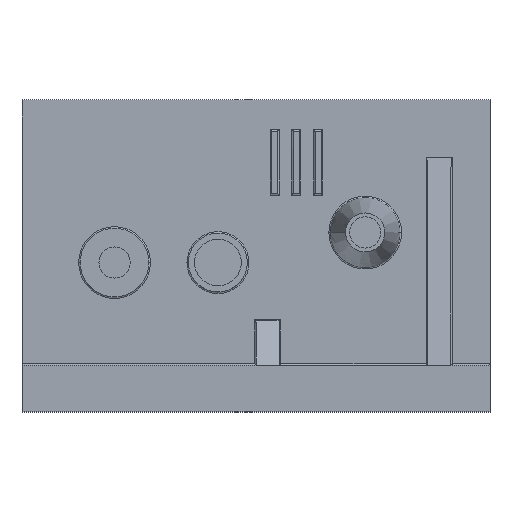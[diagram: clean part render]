
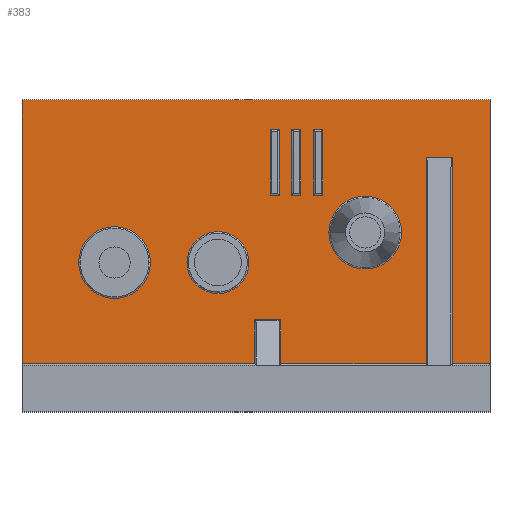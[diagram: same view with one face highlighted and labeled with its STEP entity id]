
A CAD part, top view. The second image highlights one B-rep face of the part: STEP entity #383.
In plain terms, the highlighted planar face has unit normal (0, 0, 1).
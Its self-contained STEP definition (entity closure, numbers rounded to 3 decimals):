
#15=EDGE_CURVE('NONE',#16,#18,#20,.F.);
#16=VERTEX_POINT('NONE',#17);
#17=CARTESIAN_POINT('',(-113.669,-4.254,30.0));
#18=VERTEX_POINT('NONE',#19);
#19=CARTESIAN_POINT('',(-67.669,-4.254,30.0));
#20=CIRCLE('',#21,23.);
#21=AXIS2_PLACEMENT_3D('',#22,#23,#24);
#22=CARTESIAN_POINT('',(-90.669,-4.254,30.0));
#23=DIRECTION('',(0.0,0.0,-1.0));
#24=DIRECTION('',(-1.0,0.0,0.0));
#59=EDGE_CURVE('NONE',#60,#62,#64,.F.);
#60=VERTEX_POINT('NONE',#61);
#61=CARTESIAN_POINT('',(-44.247,-4.254,30.0));
#62=VERTEX_POINT('NONE',#63);
#63=CARTESIAN_POINT('',(-4.547,-4.254,30.0));
#64=CIRCLE('',#65,19.85);
#65=AXIS2_PLACEMENT_3D('',#66,#67,#68);
#66=CARTESIAN_POINT('',(-24.397,-4.254,30.0));
#67=DIRECTION('',(0.0,0.0,-1.0));
#68=DIRECTION('',(-1.0,0.0,0.0));
#103=EDGE_CURVE('NONE',#104,#106,#108,.F.);
#104=VERTEX_POINT('NONE',#105);
#105=CARTESIAN_POINT('',(46.68,15.,30.0));
#106=VERTEX_POINT('NONE',#107);
#107=CARTESIAN_POINT('',(93.32,15.,30.0));
#108=CIRCLE('',#109,23.32);
#109=AXIS2_PLACEMENT_3D('',#110,#111,#112);
#110=CARTESIAN_POINT('',(70.0,15.,30.0));
#111=DIRECTION('',(0.0,0.0,-1.0));
#112=DIRECTION('',(-1.0,0.0,0.0));
#383=ADVANCED_FACE('NONE',(#384,#418,#452,#486,#496,#506,#516),#614,.F.);
#384=FACE_BOUND('NONE',#385,.T.);
#385=EDGE_LOOP('',(#386,#396,#404,#412));
#386=ORIENTED_EDGE('',*,*,#387,.T.);
#387=EDGE_CURVE('NONE',#388,#390,#392,.T.);
#388=VERTEX_POINT('NONE',#389);
#389=CARTESIAN_POINT('',(42.737,39.0,30.0));
#390=VERTEX_POINT('NONE',#391);
#391=CARTESIAN_POINT('',(36.825,39.0,30.0));
#392=LINE('',#393,#394);
#393=CARTESIAN_POINT('',(37.825,39.0,30.0));
#394=VECTOR('',#395,1.0);
#395=DIRECTION('',(-1.0,0.0,0.0));
#396=ORIENTED_EDGE('',*,*,#397,.T.);
#397=EDGE_CURVE('NONE',#390,#398,#400,.T.);
#398=VERTEX_POINT('NONE',#399);
#399=CARTESIAN_POINT('',(36.825,81.0,30.0));
#400=LINE('',#401,#402);
#401=CARTESIAN_POINT('',(36.825,80.0,30.0));
#402=VECTOR('',#403,1.0);
#403=DIRECTION('',(0.,1.0,0.0));
#404=ORIENTED_EDGE('',*,*,#405,.T.);
#405=EDGE_CURVE('NONE',#398,#406,#408,.T.);
#406=VERTEX_POINT('NONE',#407);
#407=CARTESIAN_POINT('',(42.737,81.0,30.0));
#408=LINE('',#409,#410);
#409=CARTESIAN_POINT('',(41.737,81.0,30.0));
#410=VECTOR('',#411,1.0);
#411=DIRECTION('',(1.0,0.0,0.0));
#412=ORIENTED_EDGE('',*,*,#413,.T.);
#413=EDGE_CURVE('NONE',#406,#388,#414,.T.);
#414=LINE('',#415,#416);
#415=CARTESIAN_POINT('',(42.737,40.0,30.0));
#416=VECTOR('',#417,1.0);
#417=DIRECTION('',(0.0,-1.0,0.0));
#418=FACE_BOUND('NONE',#419,.T.);
#419=EDGE_LOOP('',(#420,#430,#438,#446));
#420=ORIENTED_EDGE('',*,*,#421,.T.);
#421=EDGE_CURVE('NONE',#422,#424,#426,.T.);
#422=VERTEX_POINT('NONE',#423);
#423=CARTESIAN_POINT('',(28.825,39.0,30.0));
#424=VERTEX_POINT('NONE',#425);
#425=CARTESIAN_POINT('',(22.912,39.0,30.0));
#426=LINE('',#427,#428);
#427=CARTESIAN_POINT('',(23.912,39.0,30.0));
#428=VECTOR('',#429,1.0);
#429=DIRECTION('',(-1.0,0.0,0.0));
#430=ORIENTED_EDGE('',*,*,#431,.T.);
#431=EDGE_CURVE('NONE',#424,#432,#434,.T.);
#432=VERTEX_POINT('NONE',#433);
#433=CARTESIAN_POINT('',(22.912,81.0,30.0));
#434=LINE('',#435,#436);
#435=CARTESIAN_POINT('',(22.912,80.0,30.0));
#436=VECTOR('',#437,1.0);
#437=DIRECTION('',(0.,1.0,0.0));
#438=ORIENTED_EDGE('',*,*,#439,.T.);
#439=EDGE_CURVE('NONE',#432,#440,#442,.T.);
#440=VERTEX_POINT('NONE',#441);
#441=CARTESIAN_POINT('',(28.825,81.0,30.0));
#442=LINE('',#443,#444);
#443=CARTESIAN_POINT('',(27.825,81.0,30.0));
#444=VECTOR('',#445,1.0);
#445=DIRECTION('',(1.0,0.0,0.0));
#446=ORIENTED_EDGE('',*,*,#447,.T.);
#447=EDGE_CURVE('NONE',#440,#422,#448,.T.);
#448=LINE('',#449,#450);
#449=CARTESIAN_POINT('',(28.825,40.0,30.0));
#450=VECTOR('',#451,1.0);
#451=DIRECTION('',(0.0,-1.0,0.0));
#452=FACE_BOUND('NONE',#453,.T.);
#453=EDGE_LOOP('',(#454,#464,#472,#480));
#454=ORIENTED_EDGE('',*,*,#455,.T.);
#455=EDGE_CURVE('NONE',#456,#458,#460,.T.);
#456=VERTEX_POINT('NONE',#457);
#457=CARTESIAN_POINT('',(9.,39.0,30.0));
#458=VERTEX_POINT('NONE',#459);
#459=CARTESIAN_POINT('',(9.,81.0,30.0));
#460=LINE('',#461,#462);
#461=CARTESIAN_POINT('',(9.,80.0,30.0));
#462=VECTOR('',#463,1.0);
#463=DIRECTION('',(0.,1.0,0.0));
#464=ORIENTED_EDGE('',*,*,#465,.T.);
#465=EDGE_CURVE('NONE',#458,#466,#468,.T.);
#466=VERTEX_POINT('NONE',#467);
#467=CARTESIAN_POINT('',(14.912,81.0,30.0));
#468=LINE('',#469,#470);
#469=CARTESIAN_POINT('',(13.912,81.0,30.0));
#470=VECTOR('',#471,1.0);
#471=DIRECTION('',(1.0,0.0,0.0));
#472=ORIENTED_EDGE('',*,*,#473,.T.);
#473=EDGE_CURVE('NONE',#466,#474,#476,.T.);
#474=VERTEX_POINT('NONE',#475);
#475=CARTESIAN_POINT('',(14.912,39.0,30.0));
#476=LINE('',#477,#478);
#477=CARTESIAN_POINT('',(14.912,40.0,30.0));
#478=VECTOR('',#479,1.0);
#479=DIRECTION('',(0.0,-1.0,0.0));
#480=ORIENTED_EDGE('',*,*,#481,.T.);
#481=EDGE_CURVE('NONE',#474,#456,#482,.T.);
#482=LINE('',#483,#484);
#483=CARTESIAN_POINT('',(10.,39.0,30.0));
#484=VECTOR('',#485,1.0);
#485=DIRECTION('',(-1.0,0.0,0.0));
#486=FACE_BOUND('NONE',#487,.T.);
#487=EDGE_LOOP('',(#488,#495));
#488=ORIENTED_EDGE('',*,*,#489,.T.);
#489=EDGE_CURVE('NONE',#104,#106,#490,.T.);
#490=CIRCLE('',#491,23.32);
#491=AXIS2_PLACEMENT_3D('',#492,#493,#494);
#492=CARTESIAN_POINT('',(70.0,15.,30.0));
#493=DIRECTION('',(0.0,0.0,-1.0));
#494=DIRECTION('',(-1.0,0.0,0.0));
#495=ORIENTED_EDGE('',*,*,#103,.F.);
#496=FACE_BOUND('NONE',#497,.T.);
#497=EDGE_LOOP('',(#498,#505));
#498=ORIENTED_EDGE('',*,*,#499,.T.);
#499=EDGE_CURVE('NONE',#60,#62,#500,.T.);
#500=CIRCLE('',#501,19.85);
#501=AXIS2_PLACEMENT_3D('',#502,#503,#504);
#502=CARTESIAN_POINT('',(-24.397,-4.254,30.0));
#503=DIRECTION('',(0.0,0.0,-1.0));
#504=DIRECTION('',(-1.0,0.0,0.0));
#505=ORIENTED_EDGE('',*,*,#59,.F.);
#506=FACE_BOUND('NONE',#507,.T.);
#507=EDGE_LOOP('',(#508,#515));
#508=ORIENTED_EDGE('',*,*,#509,.T.);
#509=EDGE_CURVE('NONE',#16,#18,#510,.T.);
#510=CIRCLE('',#511,23.);
#511=AXIS2_PLACEMENT_3D('',#512,#513,#514);
#512=CARTESIAN_POINT('',(-90.669,-4.254,30.0));
#513=DIRECTION('',(0.0,0.0,-1.0));
#514=DIRECTION('',(-1.0,0.0,0.0));
#515=ORIENTED_EDGE('',*,*,#15,.F.);
#516=FACE_BOUND('NONE',#517,.T.);
#517=EDGE_LOOP('',(#518,#528,#536,#544,#552,#560,#568,#576,#584,#592,#600,#608));
#518=ORIENTED_EDGE('',*,*,#519,.T.);
#519=EDGE_CURVE('NONE',#520,#522,#524,.T.);
#520=VERTEX_POINT('NONE',#521);
#521=CARTESIAN_POINT('',(-150.0,100.0,30.0));
#522=VERTEX_POINT('NONE',#523);
#523=CARTESIAN_POINT('',(-150.0,-69.0,30.0));
#524=LINE('',#525,#526);
#525=CARTESIAN_POINT('',(-150.0,-100.0,30.0));
#526=VECTOR('',#527,1.0);
#527=DIRECTION('',(0.0,-1.0,0.0));
#528=ORIENTED_EDGE('',*,*,#529,.T.);
#529=EDGE_CURVE('NONE',#522,#530,#532,.T.);
#530=VERTEX_POINT('NONE',#531);
#531=CARTESIAN_POINT('',(-1.0,-69.0,30.0));
#532=LINE('',#533,#534);
#533=CARTESIAN_POINT('',(0.0,-69.0,30.0));
#534=VECTOR('',#535,1.0);
#535=DIRECTION('',(1.0,0.0,0.0));
#536=ORIENTED_EDGE('',*,*,#537,.T.);
#537=EDGE_CURVE('NONE',#530,#538,#540,.T.);
#538=VERTEX_POINT('NONE',#539);
#539=CARTESIAN_POINT('',(-1.0,-40.93,30.0));
#540=LINE('',#541,#542);
#541=CARTESIAN_POINT('',(-1.0,-41.243,30.0));
#542=VECTOR('',#543,1.0);
#543=DIRECTION('',(0.0,1.0,0.0));
#544=ORIENTED_EDGE('',*,*,#545,.T.);
#545=EDGE_CURVE('NONE',#538,#546,#548,.T.);
#546=VERTEX_POINT('NONE',#547);
#547=CARTESIAN_POINT('',(16.0,-40.93,30.0));
#548=LINE('',#549,#550);
#549=CARTESIAN_POINT('',(15.0,-40.93,30.0));
#550=VECTOR('',#551,1.0);
#551=DIRECTION('',(1.0,0.0,0.0));
#552=ORIENTED_EDGE('',*,*,#553,.T.);
#553=EDGE_CURVE('NONE',#546,#554,#556,.T.);
#554=VERTEX_POINT('NONE',#555);
#555=CARTESIAN_POINT('',(16.0,-69.0,30.0));
#556=LINE('',#557,#558);
#557=CARTESIAN_POINT('',(16.0,0.0,30.0));
#558=VECTOR('',#559,1.0);
#559=DIRECTION('',(0.0,-1.0,0.0));
#560=ORIENTED_EDGE('',*,*,#561,.T.);
#561=EDGE_CURVE('NONE',#554,#562,#564,.T.);
#562=VERTEX_POINT('NONE',#563);
#563=CARTESIAN_POINT('',(109.0,-69.0,30.0));
#564=LINE('',#565,#566);
#565=CARTESIAN_POINT('',(110.,-69.0,30.0));
#566=VECTOR('',#567,1.0);
#567=DIRECTION('',(1.0,0.0,0.0));
#568=ORIENTED_EDGE('',*,*,#569,.T.);
#569=EDGE_CURVE('NONE',#562,#570,#572,.T.);
#570=VERTEX_POINT('NONE',#571);
#571=CARTESIAN_POINT('',(109.0,63.306,30.0));
#572=LINE('',#573,#574);
#573=CARTESIAN_POINT('',(109.0,63.231,30.0));
#574=VECTOR('',#575,1.0);
#575=DIRECTION('',(0.0,1.0,0.0));
#576=ORIENTED_EDGE('',*,*,#577,.T.);
#577=EDGE_CURVE('NONE',#570,#578,#580,.T.);
#578=VERTEX_POINT('NONE',#579);
#579=CARTESIAN_POINT('',(126.0,63.306,30.0));
#580=LINE('',#581,#582);
#581=CARTESIAN_POINT('',(125.0,63.306,30.0));
#582=VECTOR('',#583,1.0);
#583=DIRECTION('',(1.0,0.0,0.0));
#584=ORIENTED_EDGE('',*,*,#585,.T.);
#585=EDGE_CURVE('NONE',#578,#586,#588,.T.);
#586=VERTEX_POINT('NONE',#587);
#587=CARTESIAN_POINT('',(126.0,-69.0,30.0));
#588=LINE('',#589,#590);
#589=CARTESIAN_POINT('',(126.0,0.0,30.0));
#590=VECTOR('',#591,1.0);
#591=DIRECTION('',(0.0,-1.0,0.0));
#592=ORIENTED_EDGE('',*,*,#593,.T.);
#593=EDGE_CURVE('NONE',#586,#594,#596,.T.);
#594=VERTEX_POINT('NONE',#595);
#595=CARTESIAN_POINT('',(150.,-69.0,30.0));
#596=LINE('',#597,#598);
#597=CARTESIAN_POINT('',(150.,-69.0,30.0));
#598=VECTOR('',#599,1.0);
#599=DIRECTION('',(1.0,0.0,0.0));
#600=ORIENTED_EDGE('',*,*,#601,.T.);
#601=EDGE_CURVE('NONE',#594,#602,#604,.T.);
#602=VERTEX_POINT('NONE',#603);
#603=CARTESIAN_POINT('',(150.,100.0,30.0));
#604=LINE('',#605,#606);
#605=CARTESIAN_POINT('',(150.,-100.0,30.0));
#606=VECTOR('',#607,1.0);
#607=DIRECTION('',(0.0,1.0,0.0));
#608=ORIENTED_EDGE('',*,*,#609,.T.);
#609=EDGE_CURVE('NONE',#602,#520,#610,.T.);
#610=LINE('',#611,#612);
#611=CARTESIAN_POINT('',(-150.0,100.0,30.0));
#612=VECTOR('',#613,1.0);
#613=DIRECTION('',(-1.0,0.0,0.0));
#614=PLANE('',#615);
#615=AXIS2_PLACEMENT_3D('',#616,#617,#618);
#616=CARTESIAN_POINT('',(0.0,0.0,30.0));
#617=DIRECTION('',(0.0,0.0,-1.0));
#618=DIRECTION('',(-1.0,0.0,0.0));
